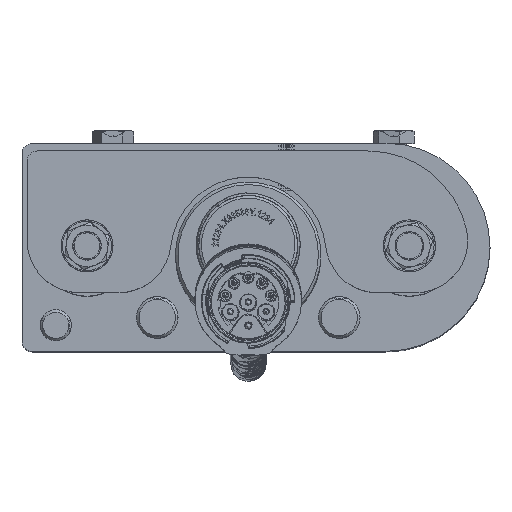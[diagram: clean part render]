
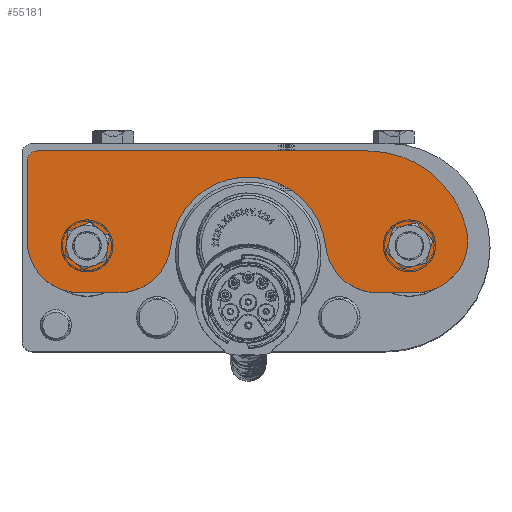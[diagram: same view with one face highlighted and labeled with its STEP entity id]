
A CAD part, top view. The second image highlights one B-rep face of the part: STEP entity #55181.
In plain terms, the highlighted face is planar.
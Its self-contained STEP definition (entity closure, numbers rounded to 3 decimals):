
#908 = CIRCLE ( 'NONE', #100310, 2.75 ) ;
#1943 = EDGE_CURVE ( 'NONE', #100369, #100369, #33574, .T. ) ;
#2786 = CARTESIAN_POINT ( 'NONE',  ( 0., 0., -2.5 ) ) ;
#4650 = EDGE_LOOP ( 'NONE', ( #19355, #43177, #88293, #10700, #52440, #107022, #102372, #8417, #63324, #43812, #75584 ) ) ;
#4799 = VERTEX_POINT ( 'NONE', #85392 ) ;
#5286 = DIRECTION ( 'NONE',  ( 1., 0., 0. ) ) ;
#5395 = CARTESIAN_POINT ( 'NONE',  ( 40.5, 18.25, -2.5 ) ) ;
#5433 = DIRECTION ( 'NONE',  ( 0., 0., -1. ) ) ;
#6041 = CIRCLE ( 'NONE', #51096, 10. ) ;
#6760 = CIRCLE ( 'NONE', #33005, 10. ) ;
#6893 = VERTEX_POINT ( 'NONE', #66591 ) ;
#8417 = ORIENTED_EDGE ( 'NONE', *, *, #65698, .T. ) ;
#9718 = CARTESIAN_POINT ( 'NONE',  ( 42.5, 16.25, -2.5 ) ) ;
#10700 = ORIENTED_EDGE ( 'NONE', *, *, #32441, .T. ) ;
#11657 = VERTEX_POINT ( 'NONE', #18168 ) ;
#15276 = DIRECTION ( 'NONE',  ( 0., 0., 1. ) ) ;
#15339 = AXIS2_PLACEMENT_3D ( 'NONE', #33559, #5433, #67673 ) ;
#15615 = VECTOR ( 'NONE', #108071, 1000. ) ;
#18168 = CARTESIAN_POINT ( 'NONE',  ( 14.909, -0.1, -2.5 ) ) ;
#19355 = ORIENTED_EDGE ( 'NONE', *, *, #48993, .F. ) ;
#19858 = PLANE ( 'NONE',  #49467 ) ;
#20704 = VECTOR ( 'NONE', #90669, 1000. ) ;
#22306 = AXIS2_PLACEMENT_3D ( 'NONE', #113286, #15276, #25232 ) ;
#24388 = DIRECTION ( 'NONE',  ( 0., 0., -1. ) ) ;
#25232 = DIRECTION ( 'NONE',  ( 1., 0., 0. ) ) ;
#27006 = EDGE_LOOP ( 'NONE', ( #52930 ) ) ;
#27088 = CARTESIAN_POINT ( 'NONE',  ( -42.5, -9., -2.5 ) ) ;
#28338 = CARTESIAN_POINT ( 'NONE',  ( 33.75, 0., -2.5 ) ) ;
#28539 = CARTESIAN_POINT ( 'NONE',  ( -32.23, -9., -2.5 ) ) ;
#28912 = VERTEX_POINT ( 'NONE', #28338 ) ;
#29010 = LINE ( 'NONE', #107690, #20704 ) ;
#32441 = EDGE_CURVE ( 'NONE', #49375, #102008, #6041, .T. ) ;
#33005 = AXIS2_PLACEMENT_3D ( 'NONE', #85965, #95351, #94757 ) ;
#33559 = CARTESIAN_POINT ( 'NONE',  ( 40.5, 16.25, -2.5 ) ) ;
#33574 = CIRCLE ( 'NONE', #22306, 2.75 ) ;
#33927 = CARTESIAN_POINT ( 'NONE',  ( 32.5, -9., -2.5 ) ) ;
#35095 = AXIS2_PLACEMENT_3D ( 'NONE', #55415, #62477, #44815 ) ;
#35991 = DIRECTION ( 'NONE',  ( 1., 0., 0. ) ) ;
#36885 = FACE_BOUND ( 'NONE', #86605, .T. ) ;
#37464 = FACE_OUTER_BOUND ( 'NONE', #4650, .T. ) ;
#39042 = CIRCLE ( 'NONE', #108424, 10. ) ;
#39605 = CARTESIAN_POINT ( 'NONE',  ( -23., -1.25, -2.5 ) ) ;
#41678 = CARTESIAN_POINT ( 'NONE',  ( -24.848, 1., -2.5 ) ) ;
#42616 = ORIENTED_EDGE ( 'NONE', *, *, #1943, .T. ) ;
#43177 = ORIENTED_EDGE ( 'NONE', *, *, #51920, .T. ) ;
#43241 = CARTESIAN_POINT ( 'NONE',  ( -42.5, 18.25, -2.5 ) ) ;
#43323 = EDGE_CURVE ( 'NONE', #11657, #101340, #96752, .T. ) ;
#43812 = ORIENTED_EDGE ( 'NONE', *, *, #63364, .T. ) ;
#44815 = DIRECTION ( 'NONE',  ( 1., 0., 0. ) ) ;
#47956 = VERTEX_POINT ( 'NONE', #9718 ) ;
#48216 = EDGE_CURVE ( 'NONE', #75293, #4799, #106707, .T. ) ;
#48993 = EDGE_CURVE ( 'NONE', #115934, #4799, #96120, .T. ) ;
#49375 = VERTEX_POINT ( 'NONE', #61331 ) ;
#49467 = AXIS2_PLACEMENT_3D ( 'NONE', #2786, #74494, #64513 ) ;
#50946 = CIRCLE ( 'NONE', #15339, 2. ) ;
#51074 = LINE ( 'NONE', #68680, #68824 ) ;
#51096 = AXIS2_PLACEMENT_3D ( 'NONE', #104776, #24388, #60222 ) ;
#51920 = EDGE_CURVE ( 'NONE', #115934, #47956, #50946, .T. ) ;
#52247 = DIRECTION ( 'NONE',  ( 0., 0., -1. ) ) ;
#52440 = ORIENTED_EDGE ( 'NONE', *, *, #77937, .F. ) ;
#52930 = ORIENTED_EDGE ( 'NONE', *, *, #90613, .T. ) ;
#55181 = ADVANCED_FACE ( 'NONE', ( #36885, #82695, #37464 ), #19858, .F. ) ;
#55415 = CARTESIAN_POINT ( 'NONE',  ( -32.23, 1., -2.5 ) ) ;
#59273 = AXIS2_PLACEMENT_3D ( 'NONE', #91181, #98240, #35991 ) ;
#60222 = DIRECTION ( 'NONE',  ( 1., 0., 0. ) ) ;
#61331 = CARTESIAN_POINT ( 'NONE',  ( 42.5, 1., -2.5 ) ) ;
#62477 = DIRECTION ( 'NONE',  ( 0., 0., -1. ) ) ;
#63324 = ORIENTED_EDGE ( 'NONE', *, *, #105834, .F. ) ;
#63364 = EDGE_CURVE ( 'NONE', #64892, #75293, #85774, .T. ) ;
#63503 = LINE ( 'NONE', #27088, #15615 ) ;
#64513 = DIRECTION ( 'NONE',  ( 1., 0., 0. ) ) ;
#64892 = VERTEX_POINT ( 'NONE', #28539 ) ;
#65698 = EDGE_CURVE ( 'NONE', #101340, #115124, #39042, .T. ) ;
#65883 = DIRECTION ( 'NONE',  ( 0., 0., 1. ) ) ;
#66591 = CARTESIAN_POINT ( 'NONE',  ( 24.848, -9., -2.5 ) ) ;
#66620 = DIRECTION ( 'NONE',  ( 1., 0., 0. ) ) ;
#67673 = DIRECTION ( 'NONE',  ( 1., 0., 0. ) ) ;
#68680 = CARTESIAN_POINT ( 'NONE',  ( -42.5, -9., -2.5 ) ) ;
#68824 = VECTOR ( 'NONE', #85134, 1000. ) ;
#71352 = AXIS2_PLACEMENT_3D ( 'NONE', #39605, #75459, #66620 ) ;
#73424 = CARTESIAN_POINT ( 'NONE',  ( -28.25, 0., -2.5 ) ) ;
#74494 = DIRECTION ( 'NONE',  ( 0., 0., 1. ) ) ;
#75293 = VERTEX_POINT ( 'NONE', #87969 ) ;
#75459 = DIRECTION ( 'NONE',  ( 0., 0., -1. ) ) ;
#75584 = ORIENTED_EDGE ( 'NONE', *, *, #48216, .T. ) ;
#77937 = EDGE_CURVE ( 'NONE', #6893, #102008, #63503, .T. ) ;
#79078 = DIRECTION ( 'NONE',  ( -1., 0., 0. ) ) ;
#79724 = CARTESIAN_POINT ( 'NONE',  ( -24.848, -9., -2.5 ) ) ;
#82695 = FACE_BOUND ( 'NONE', #27006, .T. ) ;
#83497 = CARTESIAN_POINT ( 'NONE',  ( 31., 0., -2.5 ) ) ;
#85134 = DIRECTION ( 'NONE',  ( 1., 0., 0. ) ) ;
#85392 = CARTESIAN_POINT ( 'NONE',  ( -23., 18.25, -2.5 ) ) ;
#85774 = CIRCLE ( 'NONE', #35095, 10. ) ;
#85965 = CARTESIAN_POINT ( 'NONE',  ( 24.848, 1., -2.5 ) ) ;
#86605 = EDGE_LOOP ( 'NONE', ( #42616 ) ) ;
#87969 = CARTESIAN_POINT ( 'NONE',  ( -41.945, 3.368, -2.5 ) ) ;
#88293 = ORIENTED_EDGE ( 'NONE', *, *, #100773, .F. ) ;
#90406 = CARTESIAN_POINT ( 'NONE',  ( -14.909, -0.1, -2.5 ) ) ;
#90613 = EDGE_CURVE ( 'NONE', #28912, #28912, #908, .T. ) ;
#90669 = DIRECTION ( 'NONE',  ( 0., 1., 0. ) ) ;
#91181 = CARTESIAN_POINT ( 'NONE',  ( 0., -1.75, -2.5 ) ) ;
#94757 = DIRECTION ( 'NONE',  ( 1., 0., 0. ) ) ;
#95351 = DIRECTION ( 'NONE',  ( 0., 0., -1. ) ) ;
#96120 = LINE ( 'NONE', #43241, #104871 ) ;
#96752 = CIRCLE ( 'NONE', #59273, 15. ) ;
#98240 = DIRECTION ( 'NONE',  ( 0., 0., 1. ) ) ;
#100310 = AXIS2_PLACEMENT_3D ( 'NONE', #83497, #65883, #101660 ) ;
#100369 = VERTEX_POINT ( 'NONE', #73424 ) ;
#100773 = EDGE_CURVE ( 'NONE', #49375, #47956, #29010, .T. ) ;
#101340 = VERTEX_POINT ( 'NONE', #90406 ) ;
#101660 = DIRECTION ( 'NONE',  ( 1., 0., 0. ) ) ;
#102008 = VERTEX_POINT ( 'NONE', #33927 ) ;
#102372 = ORIENTED_EDGE ( 'NONE', *, *, #43323, .T. ) ;
#104442 = EDGE_CURVE ( 'NONE', #6893, #11657, #6760, .T. ) ;
#104776 = CARTESIAN_POINT ( 'NONE',  ( 32.5, 1., -2.5 ) ) ;
#104871 = VECTOR ( 'NONE', #79078, 1000. ) ;
#105834 = EDGE_CURVE ( 'NONE', #64892, #115124, #51074, .T. ) ;
#106707 = CIRCLE ( 'NONE', #71352, 19.5 ) ;
#107022 = ORIENTED_EDGE ( 'NONE', *, *, #104442, .T. ) ;
#107690 = CARTESIAN_POINT ( 'NONE',  ( 42.5, 18.25, -2.5 ) ) ;
#108071 = DIRECTION ( 'NONE',  ( 1., 0., 0. ) ) ;
#108424 = AXIS2_PLACEMENT_3D ( 'NONE', #41678, #52247, #5286 ) ;
#113286 = CARTESIAN_POINT ( 'NONE',  ( -31., 0., -2.5 ) ) ;
#115124 = VERTEX_POINT ( 'NONE', #79724 ) ;
#115934 = VERTEX_POINT ( 'NONE', #5395 ) ;
